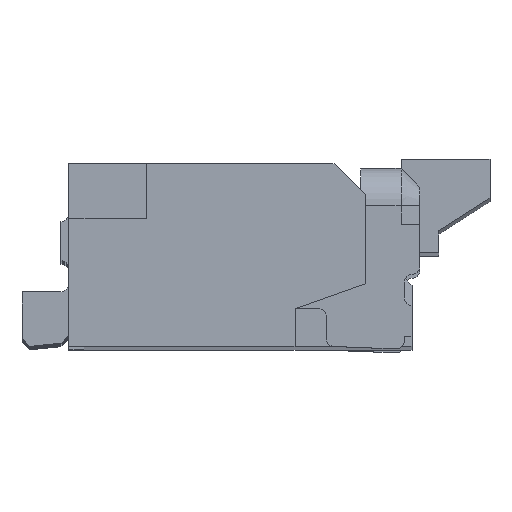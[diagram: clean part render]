
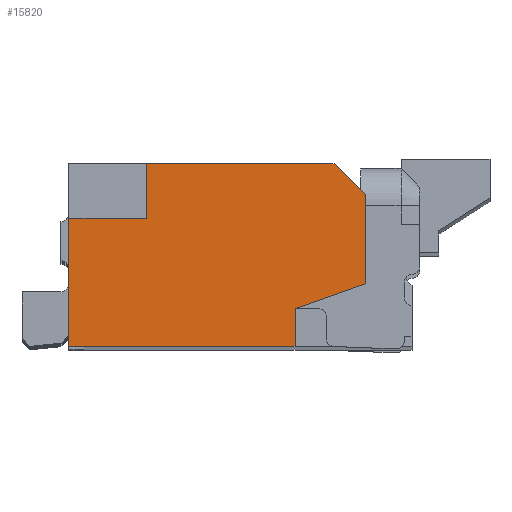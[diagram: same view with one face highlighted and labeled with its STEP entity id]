
A CAD part, top view. The second image highlights one B-rep face of the part: STEP entity #15820.
In plain terms, the highlighted planar face has unit normal (0, 0, 1).
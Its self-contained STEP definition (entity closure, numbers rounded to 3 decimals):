
#14260=CARTESIAN_POINT('',(-1.4,0.,15.238));
#14270=VERTEX_POINT('',#14260);
#14300=CARTESIAN_POINT('',(-1.4,0.,15.238));
#14310=DIRECTION('',(0.,1.,0.));
#14320=VECTOR('',#14310,1.);
#14330=LINE('',#14300,#14320);
#14340=CARTESIAN_POINT('',(-1.4,-0.24,15.238));
#14350=VERTEX_POINT('',#14340);
#14360=EDGE_CURVE('',#14350,#14270,#14330,.T.);
#14740=CARTESIAN_POINT('',(-1.85,-0.4,15.238));
#14750=VERTEX_POINT('',#14740);
#14780=CARTESIAN_POINT('',(-1.85,0.,15.238));
#14790=DIRECTION('',(0.,-1.,0.));
#14800=VECTOR('',#14790,1.);
#14810=LINE('',#14780,#14800);
#14820=CARTESIAN_POINT('',(-1.85,-0.97,15.238));
#14830=VERTEX_POINT('',#14820);
#14840=EDGE_CURVE('',#14750,#14830,#14810,.T.);
#15170=CARTESIAN_POINT('',(0.05,0.276,15.238)
);
#15180=DIRECTION('',(0.942,0.335,0.));
#15190=VECTOR('',#15180,1.);
#15200=LINE('',#15170,#15190);
#15210=EDGE_CURVE('',#14750,#14350,#15200,.T.);
#15260=CARTESIAN_POINT('',(0.05,0.,
15.238));
#15270=DIRECTION('',(0.,0.,1.));
#15280=DIRECTION('',(-1.,0.,0.));
#15290=AXIS2_PLACEMENT_3D('',#15260,#15270,#15280);
#15300=PLANE('',#15290);
#15310=CARTESIAN_POINT('',(-0.45,0.,
15.238));
#15320=DIRECTION('',(0.,-1.,0.));
#15330=VECTOR('',#15320,1.);
#15340=LINE('',#15310,#15330);
#15350=CARTESIAN_POINT('',(-0.45,-0.82,15.238));
#15360=VERTEX_POINT('',#15350);
#15370=CARTESIAN_POINT('',(-0.45,-1.17,15.238));
#15380=VERTEX_POINT('',#15370);
#15390=EDGE_CURVE('',#15360,#15380,#15340,.T.);
#15400=ORIENTED_EDGE('',*,*,#15390,.F.);
#15410=CARTESIAN_POINT('',(-0.71,-1.17,15.238));
#15420=DIRECTION('',(1.,0.,0.));
#15430=VECTOR('',#15420,1.);
#15440=LINE('',#15410,#15430);
#15450=CARTESIAN_POINT('',(-1.65,-1.17,15.238));
#15460=VERTEX_POINT('',#15450);
#15470=EDGE_CURVE('',#15460,#15380,#15440,.T.);
#15480=ORIENTED_EDGE('',*,*,#15470,.T.);
#15490=CARTESIAN_POINT('',(-2.82,0.,15.238));
#15500=DIRECTION('',(-0.707,0.707,0.));
#15510=VECTOR('',#15500,1.);
#15520=LINE('',#15490,#15510);
#15530=EDGE_CURVE('',#15460,#14830,#15520,.T.);
#15540=ORIENTED_EDGE('',*,*,#15530,.F.);
#15550=ORIENTED_EDGE('',*,*,#14840,.T.);
#15560=ORIENTED_EDGE('',*,*,#15210,.F.);
#15570=ORIENTED_EDGE('',*,*,#14360,.F.);
#15580=CARTESIAN_POINT('',(0.05,0.,
15.238));
#15590=DIRECTION('',(-1.,0.,0.));
#15600=VECTOR('',#15590,1.);
#15610=LINE('',#15580,#15600);
#15620=CARTESIAN_POINT('',(0.05,0.,
15.238));
#15630=VERTEX_POINT('',#15620);
#15640=EDGE_CURVE('',#15630,#14270,#15610,.T.);
#15650=ORIENTED_EDGE('',*,*,#15640,.T.);
#15660=CARTESIAN_POINT('',(0.05,0.,
15.238));
#15670=DIRECTION('',(0.,-1.,0.));
#15680=VECTOR('',#15670,1.);
#15690=LINE('',#15660,#15680);
#15700=CARTESIAN_POINT('',(0.05,-0.82,15.238));
#15710=VERTEX_POINT('',#15700);
#15720=EDGE_CURVE('',#15630,#15710,#15690,.T.);
#15730=ORIENTED_EDGE('',*,*,#15720,.F.);
#15740=CARTESIAN_POINT('',(0.05,-0.82,15.238));
#15750=DIRECTION('',(1.,0.,0.));
#15760=VECTOR('',#15750,1.);
#15770=LINE('',#15740,#15760);
#15780=EDGE_CURVE('',#15360,#15710,#15770,.T.);
#15790=ORIENTED_EDGE('',*,*,#15780,.T.);
#15800=EDGE_LOOP('',(#15790,#15730,#15650,#15570,#15560,#15550,#15540,
#15480,#15400));
#15810=FACE_OUTER_BOUND('',#15800,.T.);
#15820=ADVANCED_FACE('',(#15810),#15300,.T.);
